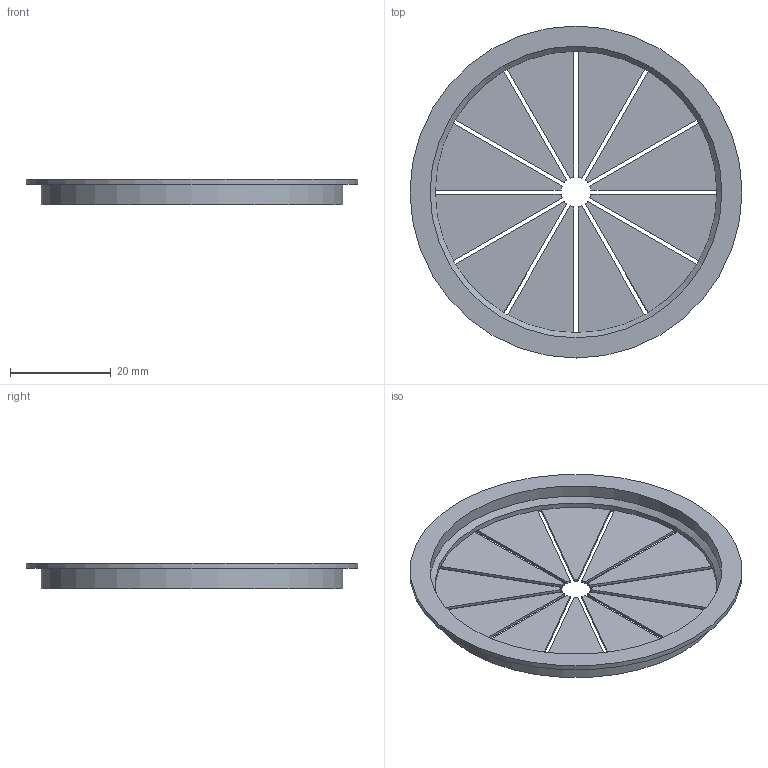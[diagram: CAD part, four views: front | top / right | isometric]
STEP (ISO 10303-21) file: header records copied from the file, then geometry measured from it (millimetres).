
FILE_DESCRIPTION(('FreeCAD Model'),'2;1');
FILE_NAME('Open CASCADE Shape Model','2024-01-26T17:03:05',(''),(''), 'Open CASCADE STEP processor 7.7','FreeCAD','Unknown');
FILE_SCHEMA(('AUTOMOTIVE_DESIGN { 1 0 10303 214 1 1 1 1 }'));
Length unit declared in the file: millimetre
Products named in the file (1): Body
Bounding box: 66 x 66 x 5 mm (x, y, z)
Volume: 2976.5 mm3; surface area: 8282.4 mm2
Topology: 1 solids, 1 shells, 92 faces, 228 edges, 139 vertices
Faces by surface type: plane 75, cylinder 16, cone 1
Full cylindrical faces by diameter (mm): 56 x1, 58 x1, 60 x1, 66 x1
Entity records: 5749 total; most frequent: CARTESIAN_POINT 1060, DIRECTION 913, LINE 552, VECTOR 552, ORIENTED_EDGE 456, PCURVE 456, DEFINITIONAL_REPRESENTATION 456, EDGE_CURVE 228
